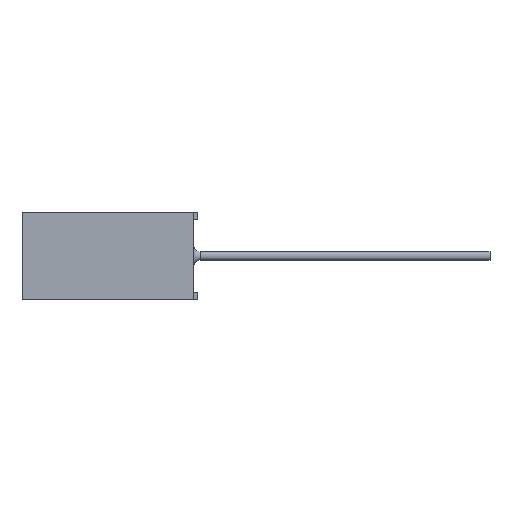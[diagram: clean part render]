
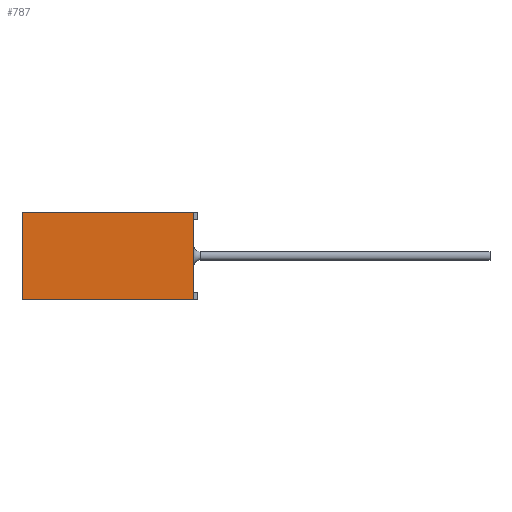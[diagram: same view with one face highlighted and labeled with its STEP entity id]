
A CAD part, left-side view. The second image highlights one B-rep face of the part: STEP entity #787.
In plain terms, the highlighted planar face has unit normal (-1, 0, 0).
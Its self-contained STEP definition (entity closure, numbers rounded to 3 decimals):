
#787 = ADVANCED_FACE( '', ( #1919 ), #1920, .F. );
#1919 = FACE_OUTER_BOUND( '', #3381, .T. );
#1920 = PLANE( '', #3382 );
#3381 = EDGE_LOOP( '', ( #6488, #6489, #6490, #6491 ) );
#3382 = AXIS2_PLACEMENT_3D( '', #6492, #6493, #6494 );
#6488 = ORIENTED_EDGE( '', *, *, #10547, .T. );
#6489 = ORIENTED_EDGE( '', *, *, #10548, .F. );
#6490 = ORIENTED_EDGE( '', *, *, #10265, .F. );
#6491 = ORIENTED_EDGE( '', *, *, #9882, .T. );
#6492 = CARTESIAN_POINT( '', ( -5., 5.85, 3. ) );
#6493 = DIRECTION( '', ( 1., 0., 0. ) );
#6494 = DIRECTION( '', ( 0., 0., -1. ) );
#9882 = EDGE_CURVE( '', #11679, #11677, #11680, .T. );
#10265 = EDGE_CURVE( '', #11679, #12361, #12362, .T. );
#10547 = EDGE_CURVE( '', #11677, #12762, #12763, .T. );
#10548 = EDGE_CURVE( '', #12361, #12762, #12764, .T. );
#11677 = VERTEX_POINT( '', #14846 );
#11679 = VERTEX_POINT( '', #14849 );
#11680 = LINE( '', #14850, #14851 );
#12361 = VERTEX_POINT( '', #16808 );
#12362 = LINE( '', #16809, #16810 );
#12762 = VERTEX_POINT( '', #17921 );
#12763 = LINE( '', #17922, #17923 );
#12764 = LINE( '', #17924, #17925 );
#14846 = CARTESIAN_POINT( '', ( -5., 5.85, -3. ) );
#14849 = CARTESIAN_POINT( '', ( -5., 5.85, 3. ) );
#14850 = CARTESIAN_POINT( '', ( -5., 5.85, 3. ) );
#14851 = VECTOR( '', #19833, 1000. );
#16808 = CARTESIAN_POINT( '', ( -5., -5.85, 3. ) );
#16809 = CARTESIAN_POINT( '', ( -5., 5.85, 3. ) );
#16810 = VECTOR( '', #20091, 1000. );
#17921 = CARTESIAN_POINT( '', ( -5., -5.85, -3. ) );
#17922 = CARTESIAN_POINT( '', ( -5., 5.85, -3. ) );
#17923 = VECTOR( '', #20237, 1000. );
#17924 = CARTESIAN_POINT( '', ( -5., -5.85, 3. ) );
#17925 = VECTOR( '', #20238, 1000. );
#19833 = DIRECTION( '', ( 0., 0., -1. ) );
#20091 = DIRECTION( '', ( 0., -1., 0. ) );
#20237 = DIRECTION( '', ( 0., -1., 0. ) );
#20238 = DIRECTION( '', ( 0., 0., -1. ) );
